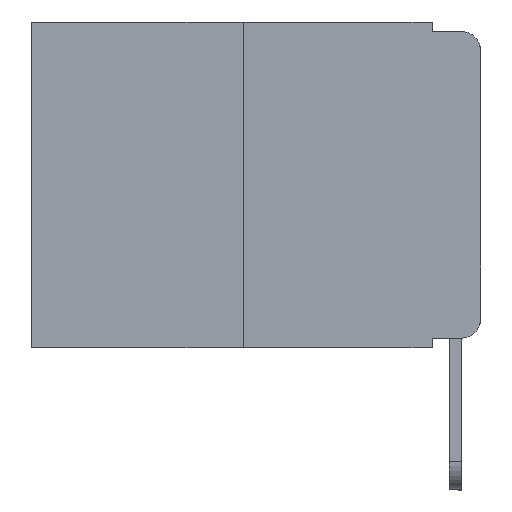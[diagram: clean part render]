
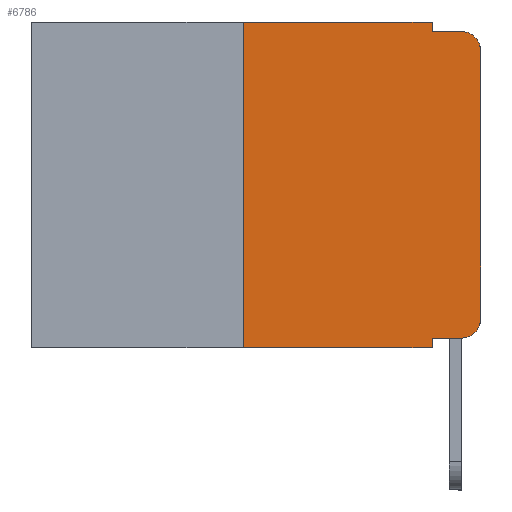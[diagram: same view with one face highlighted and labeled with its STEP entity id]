
A CAD part, left-side view. The second image highlights one B-rep face of the part: STEP entity #6786.
In plain terms, the highlighted planar face has unit normal (-1, 0, 0).
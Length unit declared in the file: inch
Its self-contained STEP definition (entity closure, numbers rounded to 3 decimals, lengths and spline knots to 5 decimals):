
#291 = DIRECTION ( 'NONE',  ( 0., 0., 1. ) ) ;
#496 = ORIENTED_EDGE ( 'NONE', *, *, #10417, .T. ) ;
#526 = CARTESIAN_POINT ( 'NONE',  ( 0., 0.051, -0.333 ) ) ;
#746 = LINE ( 'NONE', #1920, #6126 ) ;
#805 = DIRECTION ( 'NONE',  ( 0., 0., -1. ) ) ;
#868 = CARTESIAN_POINT ( 'NONE',  ( 0., 0.051, -0.01 ) ) ;
#937 = CIRCLE ( 'NONE', #11074, 0.02 ) ;
#1242 = VERTEX_POINT ( 'NONE', #12812 ) ;
#1299 = CIRCLE ( 'NONE', #6738, 0.02 ) ;
#1576 = DIRECTION ( 'NONE',  ( -1., 0., 0. ) ) ;
#1687 = DIRECTION ( 'NONE',  ( 0., 0., -1. ) ) ;
#1784 = AXIS2_PLACEMENT_3D ( 'NONE', #6625, #13964, #805 ) ;
#1920 = CARTESIAN_POINT ( 'NONE',  ( 0., 0.051, 0. ) ) ;
#1987 = CARTESIAN_POINT ( 'NONE',  ( 0., 0.473, 0. ) ) ;
#2201 = LINE ( 'NONE', #6910, #11913 ) ;
#2250 = VERTEX_POINT ( 'NONE', #2293 ) ;
#2293 = CARTESIAN_POINT ( 'NONE',  ( 0., 0.02, -0.333 ) ) ;
#2467 = CARTESIAN_POINT ( 'NONE',  ( 0., 0.051, -0.333 ) ) ;
#2542 = VECTOR ( 'NONE', #6628, 39.37008 ) ;
#2614 = EDGE_CURVE ( 'NONE', #15303, #13593, #8220, .T. ) ;
#2621 = DIRECTION ( 'NONE',  ( 0., -1., 0. ) ) ;
#3014 = ORIENTED_EDGE ( 'NONE', *, *, #10634, .F. ) ;
#3172 = ORIENTED_EDGE ( 'NONE', *, *, #8604, .F. ) ;
#3253 = CARTESIAN_POINT ( 'NONE',  ( 0., 0.25, -0.343 ) ) ;
#3608 = DIRECTION ( 'NONE',  ( 0., -1., 0. ) ) ;
#3647 = LINE ( 'NONE', #2467, #8605 ) ;
#3690 = ORIENTED_EDGE ( 'NONE', *, *, #6255, .F. ) ;
#3757 = CARTESIAN_POINT ( 'NONE',  ( 0., 0.02, -0.01 ) ) ;
#3828 = LINE ( 'NONE', #5047, #7474 ) ;
#4011 = EDGE_LOOP ( 'NONE', ( #496, #7849, #11588, #3014, #14442, #3172, #8668, #3690, #8951, #10500 ) ) ;
#4399 = VERTEX_POINT ( 'NONE', #9900 ) ;
#5047 = CARTESIAN_POINT ( 'NONE',  ( 0., 0., 0. ) ) ;
#5396 = FACE_OUTER_BOUND ( 'NONE', #4011, .T. ) ;
#5552 = DIRECTION ( 'NONE',  ( 0., 0., -1. ) ) ;
#5663 = CARTESIAN_POINT ( 'NONE',  ( 0., 0.051, -0.343 ) ) ;
#5977 = DIRECTION ( 'NONE',  ( -1., 0., 0. ) ) ;
#6126 = VECTOR ( 'NONE', #1687, 39.37008 ) ;
#6255 = EDGE_CURVE ( 'NONE', #7625, #13593, #746, .T. ) ;
#6421 = VERTEX_POINT ( 'NONE', #13981 ) ;
#6531 = EDGE_CURVE ( 'NONE', #7625, #2250, #3647, .T. ) ;
#6625 = CARTESIAN_POINT ( 'NONE',  ( 0., 0.473, 0. ) ) ;
#6628 = DIRECTION ( 'NONE',  ( 0., -1., 0. ) ) ;
#6721 = CARTESIAN_POINT ( 'NONE',  ( 0., 0., -0.313 ) ) ;
#6738 = AXIS2_PLACEMENT_3D ( 'NONE', #11356, #5977, #5552 ) ;
#6786 = ADVANCED_FACE ( 'NONE', ( #5396 ), #12527, .F. ) ;
#6910 = CARTESIAN_POINT ( 'NONE',  ( 0., 0.25, 0. ) ) ;
#7474 = VECTOR ( 'NONE', #291, 39.37008 ) ;
#7625 = VERTEX_POINT ( 'NONE', #526 ) ;
#7688 = CARTESIAN_POINT ( 'NONE',  ( 0., 0.25, 0. ) ) ;
#7849 = ORIENTED_EDGE ( 'NONE', *, *, #8193, .T. ) ;
#8193 = EDGE_CURVE ( 'NONE', #1242, #8724, #937, .T. ) ;
#8220 = LINE ( 'NONE', #14407, #13119 ) ;
#8604 = EDGE_CURVE ( 'NONE', #15303, #12616, #2201, .T. ) ;
#8605 = VECTOR ( 'NONE', #2621, 39.37008 ) ;
#8668 = ORIENTED_EDGE ( 'NONE', *, *, #2614, .T. ) ;
#8724 = VERTEX_POINT ( 'NONE', #3757 ) ;
#8951 = ORIENTED_EDGE ( 'NONE', *, *, #6531, .T. ) ;
#9448 = VERTEX_POINT ( 'NONE', #6721 ) ;
#9463 = VECTOR ( 'NONE', #10354, 39.37008 ) ;
#9766 = EDGE_CURVE ( 'NONE', #2250, #9448, #1299, .T. ) ;
#9782 = CARTESIAN_POINT ( 'NONE',  ( 0., 0.02, -0.03 ) ) ;
#9814 = EDGE_CURVE ( 'NONE', #12616, #4399, #11884, .T. ) ;
#9900 = CARTESIAN_POINT ( 'NONE',  ( 0., 0.051, 0. ) ) ;
#10312 = DIRECTION ( 'NONE',  ( 0., 0., 1. ) ) ;
#10354 = DIRECTION ( 'NONE',  ( 0., 0., -1. ) ) ;
#10417 = EDGE_CURVE ( 'NONE', #9448, #1242, #3828, .T. ) ;
#10500 = ORIENTED_EDGE ( 'NONE', *, *, #9766, .T. ) ;
#10634 = EDGE_CURVE ( 'NONE', #4399, #6421, #13984, .T. ) ;
#10945 = DIRECTION ( 'NONE',  ( 0., 0., -1. ) ) ;
#11074 = AXIS2_PLACEMENT_3D ( 'NONE', #9782, #1576, #10945 ) ;
#11356 = CARTESIAN_POINT ( 'NONE',  ( 0., 0.02, -0.313 ) ) ;
#11588 = ORIENTED_EDGE ( 'NONE', *, *, #13238, .F. ) ;
#11622 = CARTESIAN_POINT ( 'NONE',  ( 0., 0.051, 0. ) ) ;
#11884 = LINE ( 'NONE', #1987, #2542 ) ;
#11913 = VECTOR ( 'NONE', #10312, 39.37008 ) ;
#12527 = PLANE ( 'NONE',  #1784 ) ;
#12616 = VERTEX_POINT ( 'NONE', #7688 ) ;
#12810 = DIRECTION ( 'NONE',  ( 0., -1., 0. ) ) ;
#12812 = CARTESIAN_POINT ( 'NONE',  ( 0., 0., -0.03 ) ) ;
#12980 = VECTOR ( 'NONE', #12810, 39.37008 ) ;
#13119 = VECTOR ( 'NONE', #3608, 39.37008 ) ;
#13238 = EDGE_CURVE ( 'NONE', #6421, #8724, #15186, .T. ) ;
#13593 = VERTEX_POINT ( 'NONE', #5663 ) ;
#13964 = DIRECTION ( 'NONE',  ( 1., 0., 0. ) ) ;
#13981 = CARTESIAN_POINT ( 'NONE',  ( 0., 0.051, -0.01 ) ) ;
#13984 = LINE ( 'NONE', #11622, #9463 ) ;
#14407 = CARTESIAN_POINT ( 'NONE',  ( 0., 0.473, -0.343 ) ) ;
#14442 = ORIENTED_EDGE ( 'NONE', *, *, #9814, .F. ) ;
#15186 = LINE ( 'NONE', #868, #12980 ) ;
#15303 = VERTEX_POINT ( 'NONE', #3253 ) ;
